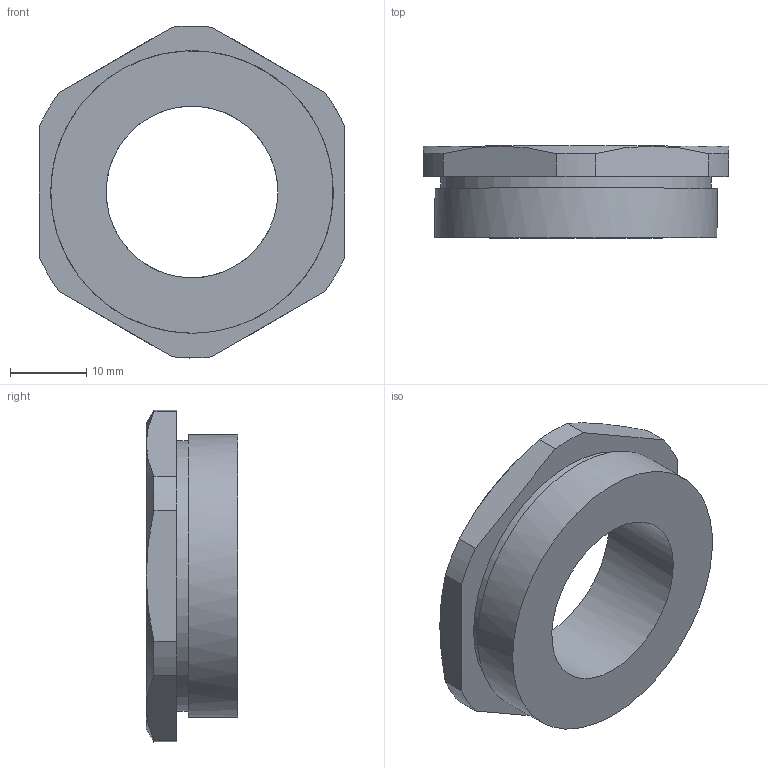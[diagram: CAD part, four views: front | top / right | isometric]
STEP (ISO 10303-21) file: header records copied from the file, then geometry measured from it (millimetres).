
FILE_DESCRIPTION(( 'HARTING HARTING HARTING HARTING HARTING HARTING HARTING HARTING HARTING', 'This Document is valid for Parts No. 09 00 000 5067'),'2;1');
FILE_NAME('MD_09000005067_R413153.stp', '2009-04-30T09:02:11',('ITIS-4b'),('HARTING KGaA, D-32339 Espelkamp'), 'I-DEAS Master Series 10','HP-UNIX','Yes');
FILE_SCHEMA(('AUTOMOTIVE_DESIGN { 1 0 10303 214 1 1 1 1 }'));
Length unit declared in the file: millimetre
Products named in the file (1): MD 09 00 000 5067
Bounding box: 40.01 x 12 x 43.5 mm (x, y, z)
Volume: 9137.2 mm3; surface area: 4380.8 mm2
Topology: 1 solids, 1 shells, 126 faces, 315 edges, 208 vertices
Faces by surface type: bspline 126
Entity records: 4016 total; most frequent: CARTESIAN_POINT 1921, ORIENTED_EDGE 630, EDGE_CURVE 315, VERTEX_POINT 208, B_SPLINE_CURVE_WITH_KNOTS 162, EDGE_LOOP 145, FACE_OUTER_BOUND 126, ADVANCED_FACE 126
